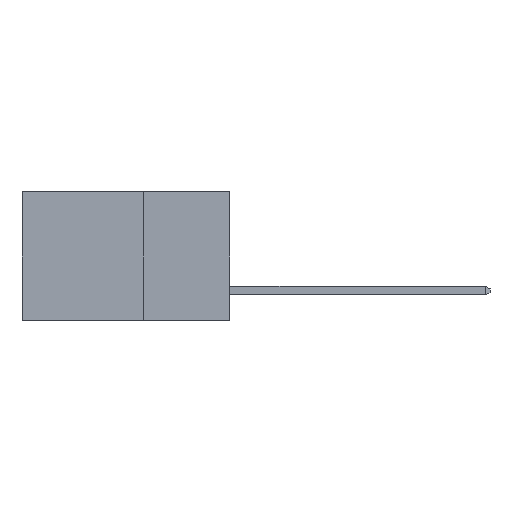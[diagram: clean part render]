
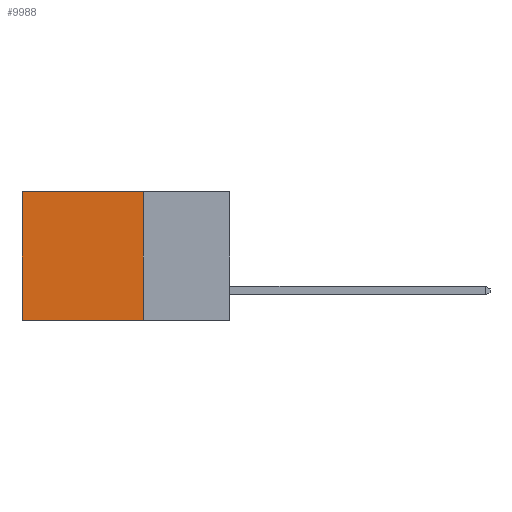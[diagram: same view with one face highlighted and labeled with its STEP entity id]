
A CAD part, left-side view. The second image highlights one B-rep face of the part: STEP entity #9988.
In plain terms, the highlighted planar face has unit normal (-1, 0, 0).
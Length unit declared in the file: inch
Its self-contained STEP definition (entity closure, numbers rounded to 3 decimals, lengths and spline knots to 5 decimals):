
#324 = EDGE_LOOP ( 'NONE', ( #12529, #4539, #4206, #9939 ) ) ;
#482 = DIRECTION ( 'NONE',  ( 1., 0., 0. ) ) ;
#1177 = FACE_OUTER_BOUND ( 'NONE', #324, .T. ) ;
#1409 = VECTOR ( 'NONE', #13183, 39.37008 ) ;
#1515 = VERTEX_POINT ( 'NONE', #5500 ) ;
#1522 = DIRECTION ( 'NONE',  ( 0., 0., -1. ) ) ;
#1734 = LINE ( 'NONE', #10041, #1409 ) ;
#1798 = EDGE_CURVE ( 'NONE', #1515, #8430, #7931, .T. ) ;
#2407 = DIRECTION ( 'NONE',  ( 0., 0., -1. ) ) ;
#2545 = CARTESIAN_POINT ( 'NONE',  ( 0.2615, 0.25, -0.37 ) ) ;
#2547 = PLANE ( 'NONE',  #6550 ) ;
#2731 = CARTESIAN_POINT ( 'NONE',  ( 0.2615, 0.25, -0.37 ) ) ;
#3102 = DIRECTION ( 'NONE',  ( 0., 0., -1. ) ) ;
#4135 = EDGE_CURVE ( 'NONE', #13058, #8430, #9743, .T. ) ;
#4206 = ORIENTED_EDGE ( 'NONE', *, *, #7207, .F. ) ;
#4539 = ORIENTED_EDGE ( 'NONE', *, *, #4135, .F. ) ;
#5500 = CARTESIAN_POINT ( 'NONE',  ( 0.2615, 0.6, 0. ) ) ;
#6213 = CARTESIAN_POINT ( 'NONE',  ( 0.2615, 0.6, -0.37 ) ) ;
#6550 = AXIS2_PLACEMENT_3D ( 'NONE', #6670, #482, #1522 ) ;
#6670 = CARTESIAN_POINT ( 'NONE',  ( 0.2615, 0.25, -0.37 ) ) ;
#6941 = CARTESIAN_POINT ( 'NONE',  ( 0.2615, 0.6, -0.37 ) ) ;
#6970 = LINE ( 'NONE', #12685, #8924 ) ;
#6981 = VERTEX_POINT ( 'NONE', #12155 ) ;
#7207 = EDGE_CURVE ( 'NONE', #6981, #13058, #6970, .T. ) ;
#7695 = EDGE_CURVE ( 'NONE', #6981, #1515, #1734, .T. ) ;
#7931 = LINE ( 'NONE', #6213, #12487 ) ;
#8430 = VERTEX_POINT ( 'NONE', #6941 ) ;
#8924 = VECTOR ( 'NONE', #2407, 39.37008 ) ;
#9743 = LINE ( 'NONE', #2545, #11347 ) ;
#9939 = ORIENTED_EDGE ( 'NONE', *, *, #7695, .T. ) ;
#9988 = ADVANCED_FACE ( 'NONE', ( #1177 ), #2547, .F. ) ;
#10041 = CARTESIAN_POINT ( 'NONE',  ( 0.2615, 0.25, 0. ) ) ;
#11347 = VECTOR ( 'NONE', #13081, 39.37008 ) ;
#12155 = CARTESIAN_POINT ( 'NONE',  ( 0.2615, 0.25, 0. ) ) ;
#12487 = VECTOR ( 'NONE', #3102, 39.37008 ) ;
#12529 = ORIENTED_EDGE ( 'NONE', *, *, #1798, .T. ) ;
#12685 = CARTESIAN_POINT ( 'NONE',  ( 0.2615, 0.25, -0.37 ) ) ;
#13058 = VERTEX_POINT ( 'NONE', #2731 ) ;
#13081 = DIRECTION ( 'NONE',  ( 0., 1., 0. ) ) ;
#13183 = DIRECTION ( 'NONE',  ( 0., 1., 0. ) ) ;
